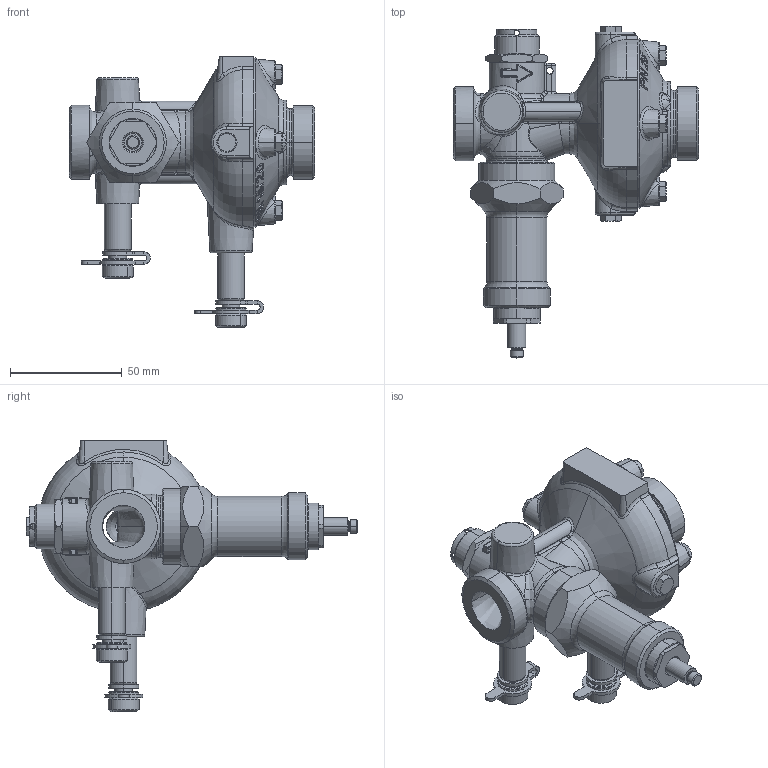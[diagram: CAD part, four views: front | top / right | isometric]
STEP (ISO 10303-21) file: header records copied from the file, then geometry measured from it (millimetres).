
FILE_DESCRIPTION (( 'STEP AP203' ), '1' );
FILE_NAME ('12153 - KTM 512 DN15-20 PN25 Fc 20 (z PTP).STEP', '2012-02-23T07:33:15', ( 'skrbnik' ), ( '' ), 'SwSTEP 2.0', 'SolidWorks 2010', '' );
FILE_SCHEMA (( 'CONFIG_CONTROL_DESIGN' ));
Length unit declared in the file: millimetre
Products named in the file (1): 12153 - KTM 512 DN15-20 PN25 Fc 20 (z PTP)
Bounding box: 110.02 x 148.87 x 121.67 mm (x, y, z)
Surface area: 44584.8 mm2 (no closed solid volume)
Topology: 0 solids, 57 shells, 972 faces, 2888 edges, 1979 vertices
Faces by surface type: plane 308, bspline 263, cone 168, cylinder 161, torus 62, sphere 10
Entity records: 63752 total; most frequent: CARTESIAN_POINT 40853, ORIENTED_EDGE 5114, DIRECTION 3737, EDGE_CURVE 2886, VERTEX_POINT 1979, AXIS2_PLACEMENT_3D 1436, B_SPLINE_CURVE_WITH_KNOTS 1250, EDGE_LOOP 1049
